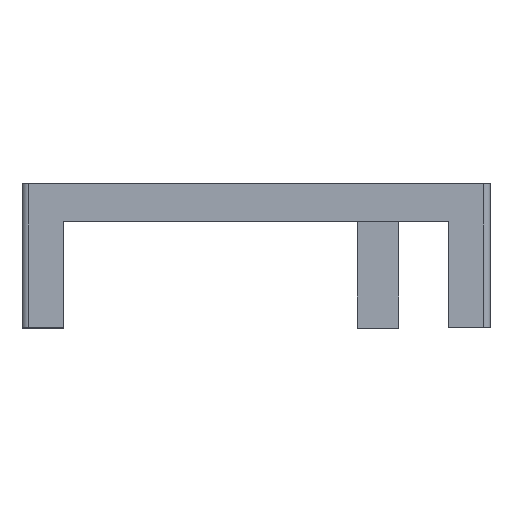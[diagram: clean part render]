
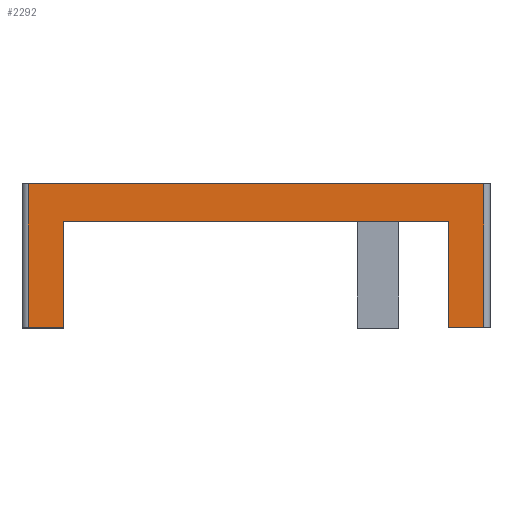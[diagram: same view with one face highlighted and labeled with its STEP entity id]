
A CAD part, top view. The second image highlights one B-rep face of the part: STEP entity #2292.
In plain terms, the highlighted planar face has unit normal (0, 0, 1).
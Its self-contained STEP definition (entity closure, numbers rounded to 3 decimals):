
#53 = EDGE_LOOP ( 'NONE', ( #1205, #2625, #3450, #2735, #1949, #2084, #836, #2949 ) ) ;
#199 = CARTESIAN_POINT ( 'NONE',  ( -26., 9., 37. ) ) ;
#280 = CARTESIAN_POINT ( 'NONE',  ( -56.5, 9., 37. ) ) ;
#385 = AXIS2_PLACEMENT_3D ( 'NONE', #1510, #2182, #3550 ) ;
#450 = EDGE_CURVE ( 'NONE', #3854, #2518, #3541, .T. ) ;
#482 = EDGE_CURVE ( 'NONE', #4073, #4145, #3609, .T. ) ;
#579 = VECTOR ( 'NONE', #1455, 1000. ) ;
#592 = EDGE_CURVE ( 'NONE', #3352, #3854, #2619, .T. ) ;
#691 = EDGE_CURVE ( 'NONE', #3352, #4145, #1471, .T. ) ;
#714 = VERTEX_POINT ( 'NONE', #3085 ) ;
#836 = ORIENTED_EDGE ( 'NONE', *, *, #1063, .T. ) ;
#862 = DIRECTION ( 'NONE',  ( 1., 0., 0. ) ) ;
#879 = DIRECTION ( 'NONE',  ( 0., 1., 0. ) ) ;
#944 = DIRECTION ( 'NONE',  ( 0., -1., 0. ) ) ;
#981 = CARTESIAN_POINT ( 'NONE',  ( -56.5, 9., 37. ) ) ;
#982 = DIRECTION ( 'NONE',  ( -1., 0., 0. ) ) ;
#1063 = EDGE_CURVE ( 'NONE', #3035, #2518, #3875, .T. ) ;
#1074 = CARTESIAN_POINT ( 'NONE',  ( -56.5, -25.7, 37. ) ) ;
#1149 = CARTESIAN_POINT ( 'NONE',  ( -48., 0., 37. ) ) ;
#1205 = ORIENTED_EDGE ( 'NONE', *, *, #592, .F. ) ;
#1278 = CARTESIAN_POINT ( 'NONE',  ( 55., -25.7, 37. ) ) ;
#1283 = VECTOR ( 'NONE', #2206, 1000. ) ;
#1304 = CARTESIAN_POINT ( 'NONE',  ( 53.5, -25.7, 37. ) ) ;
#1320 = LINE ( 'NONE', #280, #4200 ) ;
#1455 = DIRECTION ( 'NONE',  ( 0., 1., 0. ) ) ;
#1471 = LINE ( 'NONE', #3119, #579 ) ;
#1491 = VECTOR ( 'NONE', #1500, 1000. ) ;
#1500 = DIRECTION ( 'NONE',  ( 0., 1., 0. ) ) ;
#1510 = CARTESIAN_POINT ( 'NONE',  ( 55., 9., 37. ) ) ;
#1606 = DIRECTION ( 'NONE',  ( -1., 0., 0. ) ) ;
#1821 = EDGE_CURVE ( 'NONE', #714, #3035, #1837, .T. ) ;
#1837 = LINE ( 'NONE', #4234, #3490 ) ;
#1949 = ORIENTED_EDGE ( 'NONE', *, *, #2432, .F. ) ;
#2084 = ORIENTED_EDGE ( 'NONE', *, *, #1821, .T. ) ;
#2162 = CARTESIAN_POINT ( 'NONE',  ( 55., 0., 37. ) ) ;
#2182 = DIRECTION ( 'NONE',  ( 0., 0., -1. ) ) ;
#2206 = DIRECTION ( 'NONE',  ( 1., 0., 0. ) ) ;
#2208 = CARTESIAN_POINT ( 'NONE',  ( 45., -25.7, 37. ) ) ;
#2292 = ADVANCED_FACE ( 'NONE', ( #3156 ), #2835, .F. ) ;
#2432 = EDGE_CURVE ( 'NONE', #714, #4101, #4346, .T. ) ;
#2518 = VERTEX_POINT ( 'NONE', #3039 ) ;
#2619 = LINE ( 'NONE', #1278, #4249 ) ;
#2625 = ORIENTED_EDGE ( 'NONE', *, *, #691, .T. ) ;
#2735 = ORIENTED_EDGE ( 'NONE', *, *, #3738, .T. ) ;
#2835 = PLANE ( 'NONE',  #385 ) ;
#2949 = ORIENTED_EDGE ( 'NONE', *, *, #450, .F. ) ;
#3035 = VERTEX_POINT ( 'NONE', #1149 ) ;
#3039 = CARTESIAN_POINT ( 'NONE',  ( 45., 0., 37. ) ) ;
#3085 = CARTESIAN_POINT ( 'NONE',  ( -48., -25.7, 37. ) ) ;
#3119 = CARTESIAN_POINT ( 'NONE',  ( 53.5, 9., 37. ) ) ;
#3156 = FACE_OUTER_BOUND ( 'NONE', #53, .T. ) ;
#3312 = CARTESIAN_POINT ( 'NONE',  ( 53.5, 9., 37. ) ) ;
#3332 = VECTOR ( 'NONE', #862, 1000. ) ;
#3352 = VERTEX_POINT ( 'NONE', #1304 ) ;
#3450 = ORIENTED_EDGE ( 'NONE', *, *, #482, .F. ) ;
#3490 = VECTOR ( 'NONE', #879, 1000. ) ;
#3541 = LINE ( 'NONE', #3870, #1491 ) ;
#3550 = DIRECTION ( 'NONE',  ( -1., 0., 0. ) ) ;
#3609 = LINE ( 'NONE', #199, #3332 ) ;
#3738 = EDGE_CURVE ( 'NONE', #4073, #4101, #1320, .T. ) ;
#3770 = VECTOR ( 'NONE', #982, 1000. ) ;
#3854 = VERTEX_POINT ( 'NONE', #2208 ) ;
#3870 = CARTESIAN_POINT ( 'NONE',  ( 45., -25.7, 37. ) ) ;
#3875 = LINE ( 'NONE', #2162, #1283 ) ;
#4013 = CARTESIAN_POINT ( 'NONE',  ( -58., -25.7, 37. ) ) ;
#4073 = VERTEX_POINT ( 'NONE', #981 ) ;
#4101 = VERTEX_POINT ( 'NONE', #1074 ) ;
#4145 = VERTEX_POINT ( 'NONE', #3312 ) ;
#4200 = VECTOR ( 'NONE', #944, 1000. ) ;
#4234 = CARTESIAN_POINT ( 'NONE',  ( -48., -25.7, 37. ) ) ;
#4249 = VECTOR ( 'NONE', #1606, 1000. ) ;
#4346 = LINE ( 'NONE', #4013, #3770 ) ;
